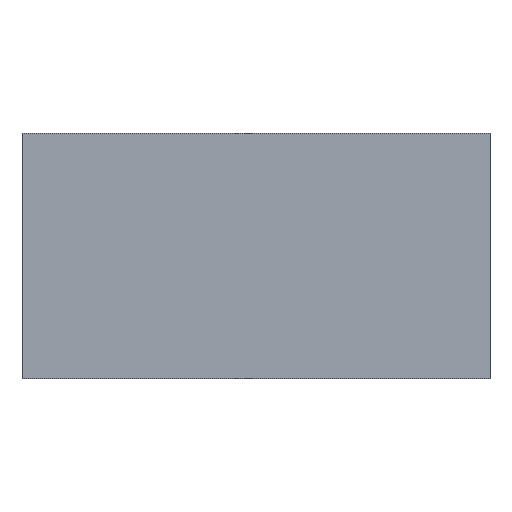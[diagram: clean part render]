
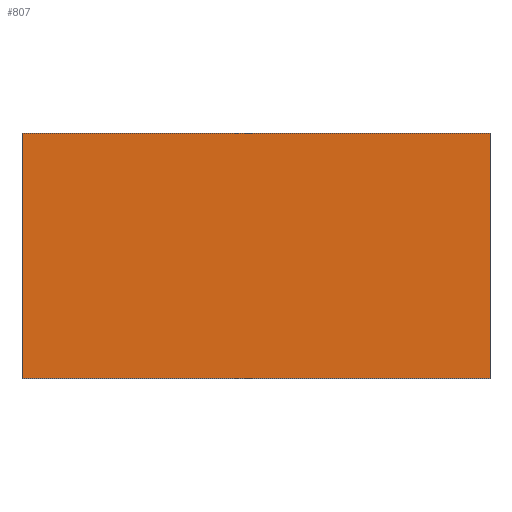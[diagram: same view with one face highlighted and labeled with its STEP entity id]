
A CAD part, top view. The second image highlights one B-rep face of the part: STEP entity #807.
In plain terms, the highlighted planar face has unit normal (0, 0, 1).
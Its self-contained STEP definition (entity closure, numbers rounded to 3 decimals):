
#143=FACE_OUTER_BOUND('',#211,.T.);
#211=EDGE_LOOP('',(#733,#734,#735,#736));
#270=LINE('',#1339,#338);
#272=LINE('',#1343,#340);
#274=LINE('',#1347,#342);
#276=LINE('',#1350,#344);
#338=VECTOR('',#1111,10.);
#340=VECTOR('',#1115,10.);
#342=VECTOR('',#1119,10.);
#344=VECTOR('',#1123,10.);
#415=VERTEX_POINT('',#1336);
#416=VERTEX_POINT('',#1338);
#417=VERTEX_POINT('',#1342);
#418=VERTEX_POINT('',#1346);
#517=EDGE_CURVE('',#416,#415,#270,.T.);
#519=EDGE_CURVE('',#417,#416,#272,.T.);
#521=EDGE_CURVE('',#418,#417,#274,.T.);
#523=EDGE_CURVE('',#415,#418,#276,.T.);
#733=ORIENTED_EDGE('',*,*,#521,.T.);
#734=ORIENTED_EDGE('',*,*,#519,.T.);
#735=ORIENTED_EDGE('',*,*,#517,.T.);
#736=ORIENTED_EDGE('',*,*,#523,.T.);
#765=PLANE('',#904);
#807=ADVANCED_FACE('',(#143),#765,.T.);
#904=AXIS2_PLACEMENT_3D('',#1361,#1136,#1137);
#1111=DIRECTION('',(0.,1.,0.));
#1115=DIRECTION('',(1.,0.,0.));
#1119=DIRECTION('',(0.,-1.,0.));
#1123=DIRECTION('',(-1.,0.,0.));
#1136=DIRECTION('center_axis',(0.,0.,1.));
#1137=DIRECTION('ref_axis',(-1.,0.,0.));
#1336=CARTESIAN_POINT('',(-89.,96.,37.));
#1338=CARTESIAN_POINT('',(-89.,19.,37.));
#1339=CARTESIAN_POINT('',(-89.,76.,37.));
#1342=CARTESIAN_POINT('',(-236.,19.,37.));
#1343=CARTESIAN_POINT('',(-277.5,19.,37.));
#1346=CARTESIAN_POINT('',(-236.,96.,37.));
#1347=CARTESIAN_POINT('',(-236.,53.5,37.));
#1350=CARTESIAN_POINT('',(-212.5,96.,37.));
#1361=CARTESIAN_POINT('Origin',(-162.5,57.5,37.));
